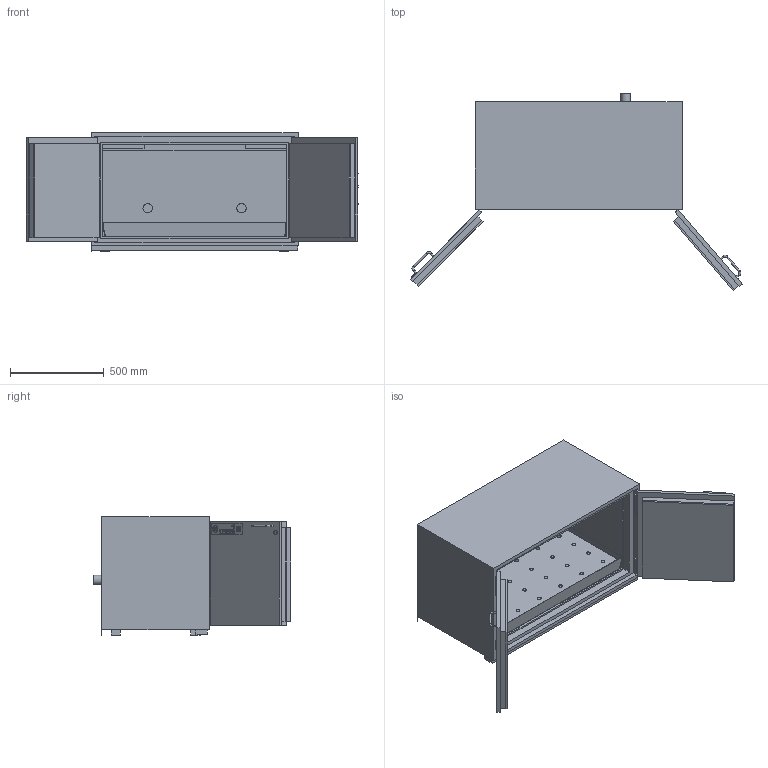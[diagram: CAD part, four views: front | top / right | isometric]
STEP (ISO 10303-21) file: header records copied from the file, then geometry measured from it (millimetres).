
FILE_DESCRIPTION(/* description */ (''),/* implementation_level */ '2;1');
FILE_NAME(/* name */ 'UB90.060.110.2T_30443-001-30447_OD.stp',/* time_stamp */ '2017-03-15T14:20:01+01:00',/* author */ ('pproduktmanagement'),/* organization */ (''),/* preprocessor_version */ 'ST-DEVELOPER v16.5',/* originating_system */ 'Autodesk Inventor 2017',/* authorisation */ '');
FILE_SCHEMA (('AUTOMOTIVE_DESIGN { 1 0 10303 214 3 1 1 }'));
Length unit declared in the file: millimetre
Products named in the file (2): UB90.060.110.2T_30443-001_alles verbaut; UB90.060.110.2T_30443-001-30447_OD
Assembly tree (1 placements, depth 2):
  UB90.060.110.2T_30443-001_alles verbaut
    UB90.060.110.2T_30443-001-30447_OD
Bounding box: 1767.8 x 1052.2 x 630.88 mm (x, y, z)
Volume: 166341469.1 mm3; surface area: 9116232.4 mm2
Topology: 8 solids, 14 shells, 752 faces, 1893 edges, 1256 vertices
Faces by surface type: plane 538, bspline 135, cylinder 75, torus 4
Full cylindrical faces by diameter (mm): 5 x6, 10 x6, 20 x24, 25 x2, 33.8 x1, 37.8 x1, 40 x1, 45 x3, 50 x5
Entity records: 23798 total; most frequent: CARTESIAN_POINT 5946, ORIENTED_EDGE 3656, DIRECTION 2942, EDGE_CURVE 1822, LINE 1402, VECTOR 1402, VERTEX_POINT 1232, EDGE_LOOP 948
